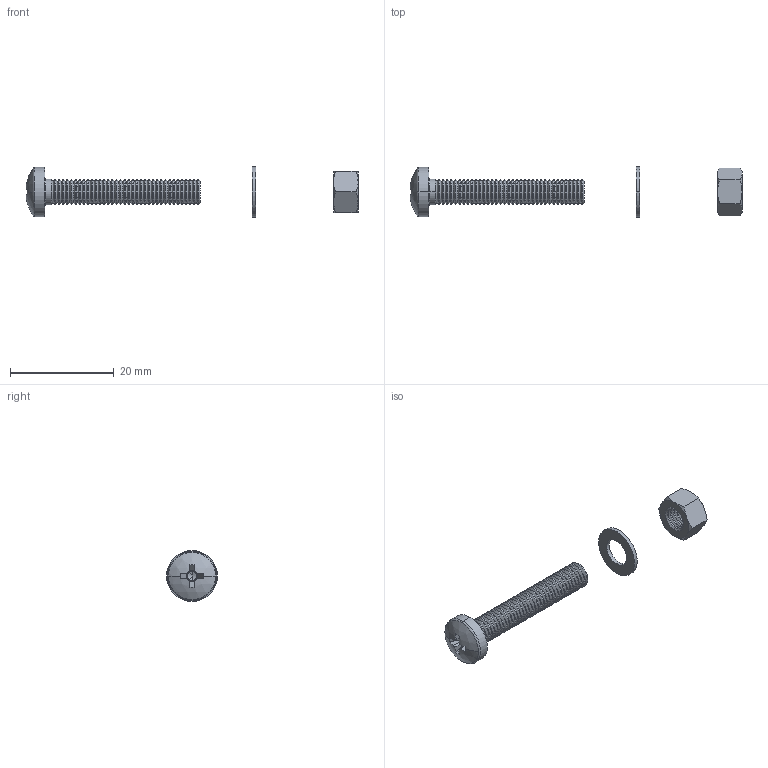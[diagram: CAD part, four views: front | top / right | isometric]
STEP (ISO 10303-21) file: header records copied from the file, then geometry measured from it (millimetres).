
FILE_DESCRIPTION (( 'STEP AP203' ), '1' );
FILE_NAME ('T63795.STEP', '2018-08-16T13:12:43', ( '' ), ( '' ), 'SwSTEP 2.0', 'SolidWorks 2016', '' );
FILE_SCHEMA (( 'CONFIG_CONTROL_DESIGN' ));
Length unit declared in the file: millimetre
Products named in the file (4): Pan Head Cross Recess Screw_Doughty Fastners_ISO 7045 - M5 x 30 - Z --- 30S; T63795; B Washer_Bright washer BS 4320 - M5 (Form B); Hex Nut Style 1 GradeAB_Doughty Fastners_Hexagon Nut ISO - 4032 - M5 - D - S
Assembly tree (3 placements, depth 2):
  T63795
    Pan Head Cross Recess Screw_Doughty Fastners_ISO 7045 - M5 x 30 - Z --- 30S
    B Washer_Bright washer BS 4320 - M5 (Form B)
    Hex Nut Style 1 GradeAB_Doughty Fastners_Hexagon Nut ISO - 4032 - M5 - D - S
Bounding box: 64.08 x 9.8 x 9.8 mm (x, y, z)
Volume: 931.4 mm3; surface area: 1353.3 mm2
Topology: 3 solids, 3 shells, 320 faces, 806 edges, 491 vertices
Faces by surface type: cone 192, cylinder 94, plane 28, torus 4, sphere 2
Entity records: 10150 total; most frequent: DIRECTION 1900, CARTESIAN_POINT 1749, ORIENTED_EDGE 1608, EDGE_CURVE 804, AXIS2_PLACEMENT_3D 802, VERTEX_POINT 491, CIRCLE 476, EDGE_LOOP 325
